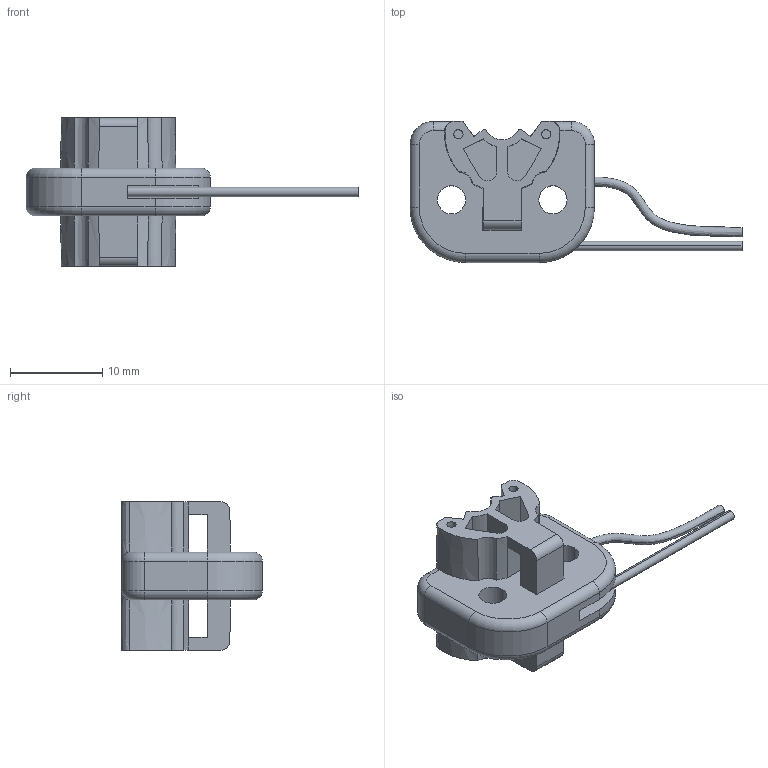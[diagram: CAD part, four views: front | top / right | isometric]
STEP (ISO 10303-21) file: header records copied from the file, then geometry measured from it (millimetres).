
FILE_DESCRIPTION((''),'2;1');
FILE_NAME('PR-95','2022-08-15T09:03:28',('Administrator'),(''),'CREO PARAMETRIC BY PTC INC, 2021023','CREO PARAMETRIC BY PTC INC, 2021023','');
FILE_SCHEMA(('CONFIG_CONTROL_DESIGN'));
Length unit declared in the file: millimetre
Products named in the file (1): PR-95
Bounding box: 36 x 15.3 x 16.1 mm (x, y, z)
Volume: 1912.7 mm3; surface area: 2053.8 mm2
Topology: 1 solids, 1 shells, 153 faces, 390 edges, 253 vertices
Faces by surface type: cylinder 65, plane 60, cone 12, torus 8, bspline 6, extrusion 2
Entity records: 5280 total; most frequent: CARTESIAN_POINT 1465, DIRECTION 805, ORIENTED_EDGE 780, EDGE_CURVE 390, AXIS2_PLACEMENT_3D 306, VERTEX_POINT 253, VECTOR 193, LINE 191
